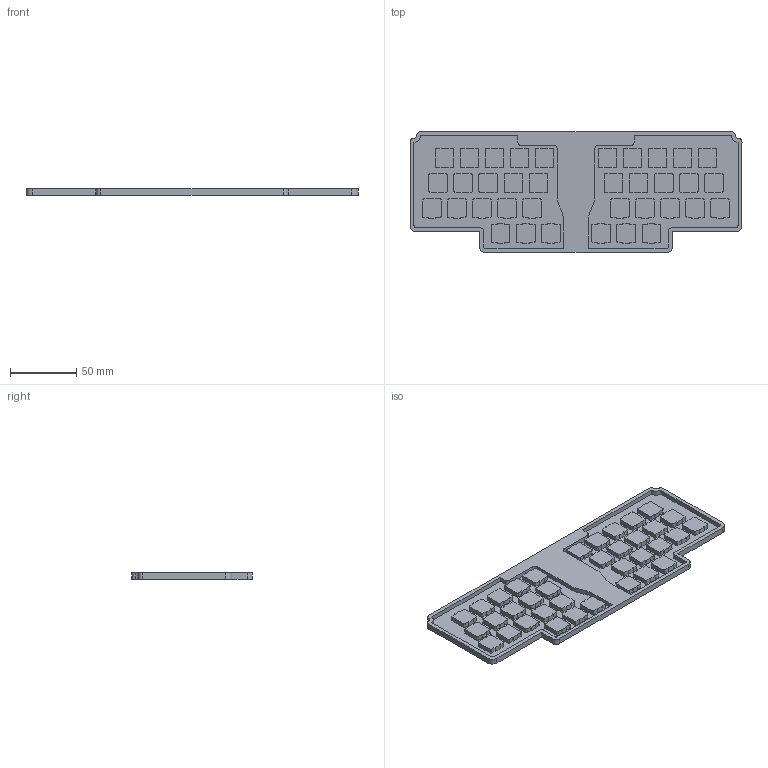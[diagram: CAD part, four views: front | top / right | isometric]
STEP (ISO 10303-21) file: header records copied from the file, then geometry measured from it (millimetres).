
FILE_DESCRIPTION(('FreeCAD Model'),'2;1');
FILE_NAME('Open CASCADE Shape Model','2026-01-17T15:27:19',(''),(''), 'Open CASCADE STEP processor 7.8','FreeCAD','Unknown');
FILE_SCHEMA(('AUTOMOTIVE_DESIGN { 1 0 10303 214 1 1 1 1 }'));
Length unit declared in the file: millimetre
Products named in the file (1): switchplate-below1.4mm-mold
Bounding box: 251.5 x 91.5 x 4.6 mm (x, y, z)
Volume: 63771.8 mm3; surface area: 55821 mm2
Topology: 1 solids, 1 shells, 670 faces, 1890 edges, 1260 vertices
Faces by surface type: plane 500, cylinder 170
Entity records: 21556 total; most frequent: CARTESIAN_POINT 3821, ORIENTED_EDGE 3780, DIRECTION 3572, EDGE_CURVE 1890, LINE 1550, VECTOR 1550, VERTEX_POINT 1260, AXIS2_PLACEMENT_3D 1011
